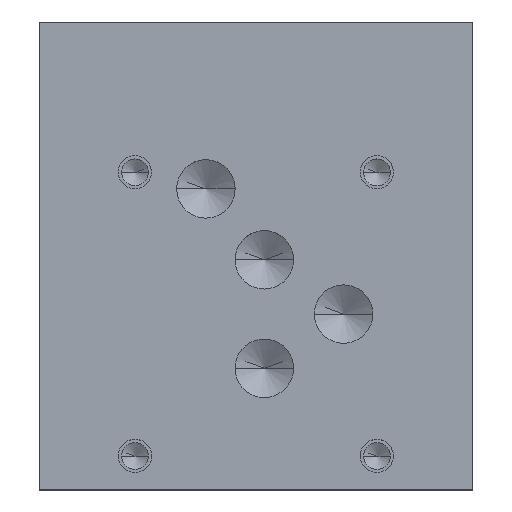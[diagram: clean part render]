
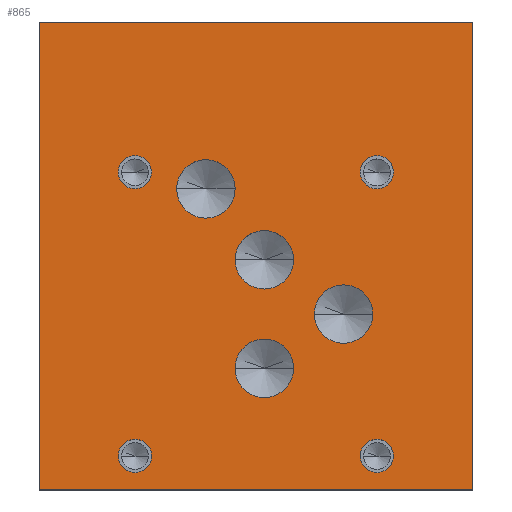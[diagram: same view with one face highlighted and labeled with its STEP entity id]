
A CAD part, top view. The second image highlights one B-rep face of the part: STEP entity #865.
In plain terms, the highlighted planar face has unit normal (0, 0, 1).
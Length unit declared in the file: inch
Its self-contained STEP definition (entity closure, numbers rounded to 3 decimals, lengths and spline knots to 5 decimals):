
#79=CARTESIAN_POINT('',(2.5,1.312,3.5));
#80=VERTEX_POINT('',#79);
#81=CARTESIAN_POINT('',(2.281,1.312,3.5));
#82=DIRECTION('',(0.0,0.0,-1.0));
#83=DIRECTION('',(1.0,0.0,0.0));
#84=AXIS2_PLACEMENT_3D('',#81,#82,#83);
#85=CIRCLE('',#84,0.219);
#86=EDGE_CURVE('',#80,#80,#85,.T.);
#150=CARTESIAN_POINT('',(1.4688,2.2495,3.5));
#151=VERTEX_POINT('',#150);
#152=CARTESIAN_POINT('',(1.2498,2.2495,3.5));
#153=DIRECTION('',(0.0,0.0,-1.0));
#154=DIRECTION('',(1.0,0.0,0.0));
#155=AXIS2_PLACEMENT_3D('',#152,#153,#154);
#156=CIRCLE('',#155,0.219);
#157=EDGE_CURVE('',#151,#151,#156,.T.);
#221=CARTESIAN_POINT('',(1.906,1.7182,3.5));
#222=VERTEX_POINT('',#221);
#223=CARTESIAN_POINT('',(1.687,1.7182,3.5));
#224=DIRECTION('',(0.0,0.0,-1.0));
#225=DIRECTION('',(1.0,0.0,0.0));
#226=AXIS2_PLACEMENT_3D('',#223,#224,#225);
#227=CIRCLE('',#226,0.219);
#228=EDGE_CURVE('',#222,#222,#227,.T.);
#292=CARTESIAN_POINT('',(1.9062,0.9058,3.5));
#293=VERTEX_POINT('',#292);
#294=CARTESIAN_POINT('',(1.6872,0.9058,3.5));
#295=DIRECTION('',(0.0,0.0,-1.0));
#296=DIRECTION('',(1.0,0.0,0.0));
#297=AXIS2_PLACEMENT_3D('',#294,#295,#296);
#298=CIRCLE('',#297,0.219);
#299=EDGE_CURVE('',#293,#293,#298,.T.);
#363=CARTESIAN_POINT('',(0.8435,0.2495,3.5));
#364=VERTEX_POINT('',#363);
#365=CARTESIAN_POINT('',(0.7185,0.2495,3.5));
#366=DIRECTION('',(0.0,0.0,-1.0));
#367=DIRECTION('',(1.0,0.0,0.0));
#368=AXIS2_PLACEMENT_3D('',#365,#366,#367);
#369=CIRCLE('',#368,0.125);
#370=EDGE_CURVE('',#364,#364,#369,.T.);
#474=CARTESIAN_POINT('',(2.656,0.2495,3.5));
#475=VERTEX_POINT('',#474);
#476=CARTESIAN_POINT('',(2.531,0.2495,3.5));
#477=DIRECTION('',(0.0,0.0,-1.0));
#478=DIRECTION('',(1.0,0.0,0.0));
#479=AXIS2_PLACEMENT_3D('',#476,#477,#478);
#480=CIRCLE('',#479,0.125);
#481=EDGE_CURVE('',#475,#475,#480,.T.);
#585=CARTESIAN_POINT('',(2.656,2.3745,3.5));
#586=VERTEX_POINT('',#585);
#587=CARTESIAN_POINT('',(2.531,2.3745,3.5));
#588=DIRECTION('',(0.0,0.0,-1.0));
#589=DIRECTION('',(1.0,0.0,0.0));
#590=AXIS2_PLACEMENT_3D('',#587,#588,#589);
#591=CIRCLE('',#590,0.125);
#592=EDGE_CURVE('',#586,#586,#591,.T.);
#696=CARTESIAN_POINT('',(0.843,2.375,3.5));
#697=VERTEX_POINT('',#696);
#698=CARTESIAN_POINT('',(0.718,2.375,3.5));
#699=DIRECTION('',(0.0,0.0,-1.0));
#700=DIRECTION('',(1.0,0.0,0.0));
#701=AXIS2_PLACEMENT_3D('',#698,#699,#700);
#702=CIRCLE('',#701,0.125);
#703=EDGE_CURVE('',#697,#697,#702,.T.);
#802=CARTESIAN_POINT('',(0.0,3.5,3.5));
#803=DIRECTION('',(0.0,0.0,-1.0));
#804=DIRECTION('',(-1.0,0.0,0.0));
#805=AXIS2_PLACEMENT_3D('',#802,#803,#804);
#806=PLANE('',#805);
#807=CARTESIAN_POINT('',(0.0,0.0,3.5));
#808=VERTEX_POINT('',#807);
#809=CARTESIAN_POINT('',(0.0,3.5,3.5));
#810=VERTEX_POINT('',#809);
#811=CARTESIAN_POINT('',(0.0,0.0,3.5));
#812=DIRECTION('',(0.0,1.0,0.0));
#813=VECTOR('',#812,3.5);
#814=LINE('',#811,#813);
#815=EDGE_CURVE('',#808,#810,#814,.T.);
#816=ORIENTED_EDGE('',*,*,#815,.F.);
#817=CARTESIAN_POINT('',(3.25,0.0,3.5));
#818=VERTEX_POINT('',#817);
#819=CARTESIAN_POINT('',(3.25,0.0,3.5));
#820=DIRECTION('',(-1.0,0.0,0.0));
#821=VECTOR('',#820,3.25);
#822=LINE('',#819,#821);
#823=EDGE_CURVE('',#818,#808,#822,.T.);
#824=ORIENTED_EDGE('',*,*,#823,.F.);
#825=CARTESIAN_POINT('',(3.25,3.5,3.5));
#826=VERTEX_POINT('',#825);
#827=CARTESIAN_POINT('',(3.25,3.5,3.5));
#828=DIRECTION('',(0.0,-1.0,0.0));
#829=VECTOR('',#828,3.5);
#830=LINE('',#827,#829);
#831=EDGE_CURVE('',#826,#818,#830,.T.);
#832=ORIENTED_EDGE('',*,*,#831,.F.);
#833=CARTESIAN_POINT('',(0.0,3.5,3.5));
#834=DIRECTION('',(1.0,0.0,0.0));
#835=VECTOR('',#834,3.25);
#836=LINE('',#833,#835);
#837=EDGE_CURVE('',#810,#826,#836,.T.);
#838=ORIENTED_EDGE('',*,*,#837,.F.);
#839=EDGE_LOOP('',(#816,#824,#832,#838));
#840=FACE_OUTER_BOUND('',#839,.T.);
#841=ORIENTED_EDGE('',*,*,#86,.T.);
#842=EDGE_LOOP('',(#841));
#843=FACE_BOUND('',#842,.T.);
#844=ORIENTED_EDGE('',*,*,#157,.T.);
#845=EDGE_LOOP('',(#844));
#846=FACE_BOUND('',#845,.T.);
#847=ORIENTED_EDGE('',*,*,#228,.T.);
#848=EDGE_LOOP('',(#847));
#849=FACE_BOUND('',#848,.T.);
#850=ORIENTED_EDGE('',*,*,#299,.T.);
#851=EDGE_LOOP('',(#850));
#852=FACE_BOUND('',#851,.T.);
#853=ORIENTED_EDGE('',*,*,#370,.T.);
#854=EDGE_LOOP('',(#853));
#855=FACE_BOUND('',#854,.T.);
#856=ORIENTED_EDGE('',*,*,#481,.T.);
#857=EDGE_LOOP('',(#856));
#858=FACE_BOUND('',#857,.T.);
#859=ORIENTED_EDGE('',*,*,#592,.T.);
#860=EDGE_LOOP('',(#859));
#861=FACE_BOUND('',#860,.T.);
#862=ORIENTED_EDGE('',*,*,#703,.T.);
#863=EDGE_LOOP('',(#862));
#864=FACE_BOUND('',#863,.T.);
#865=ADVANCED_FACE('',(#840,#843,#846,#849,#852,#855,#858,#861,#864),#806,.F.);
